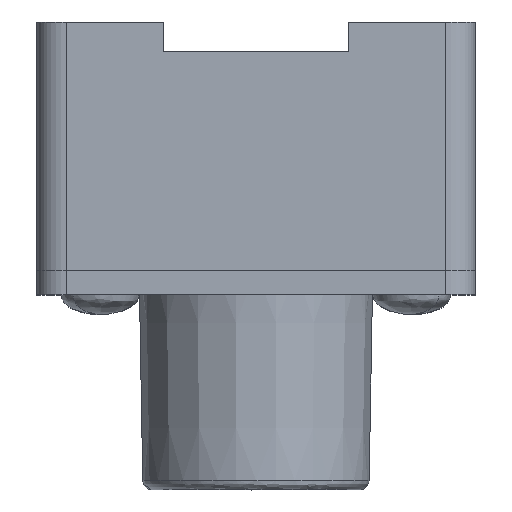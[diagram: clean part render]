
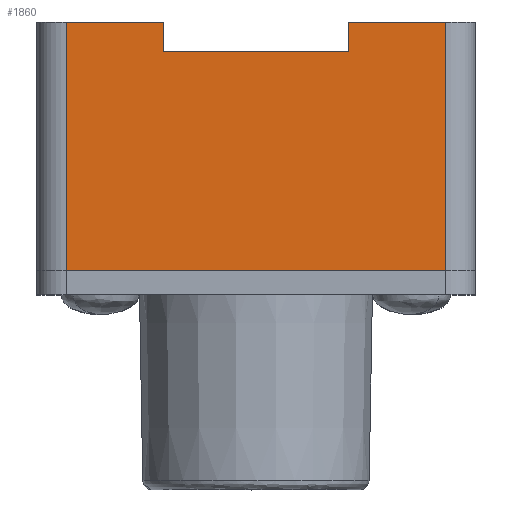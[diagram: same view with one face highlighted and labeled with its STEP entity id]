
A CAD part, top view. The second image highlights one B-rep face of the part: STEP entity #1860.
In plain terms, the highlighted planar face has unit normal (0, 0, 1).
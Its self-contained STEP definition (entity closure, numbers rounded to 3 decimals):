
#219 = LINE ( 'NONE', #13145, #12643 ) ;
#268 = DIRECTION ( 'NONE',  ( 1., 0., 0. ) ) ;
#321 = CARTESIAN_POINT ( 'NONE',  ( 1.95, 10.539, 4.5 ) ) ;
#462 = VERTEX_POINT ( 'NONE', #17727 ) ;
#795 = VERTEX_POINT ( 'NONE', #13285 ) ;
#861 = VECTOR ( 'NONE', #11180, 1000. ) ;
#1405 = ORIENTED_EDGE ( 'NONE', *, *, #14319, .T. ) ;
#1623 = LINE ( 'NONE', #17475, #6866 ) ;
#1860 = ADVANCED_FACE ( 'NONE', ( #9588 ), #13955, .F. ) ;
#2228 = CARTESIAN_POINT ( 'NONE',  ( 0.95, 1.675, 4.5 ) ) ;
#2265 = VECTOR ( 'NONE', #10902, 1000. ) ;
#2586 = VECTOR ( 'NONE', #6269, 1000. ) ;
#2605 = LINE ( 'NONE', #7129, #13289 ) ;
#3465 = VERTEX_POINT ( 'NONE', #7036 ) ;
#5796 = EDGE_CURVE ( 'NONE', #3465, #11100, #1623, .T. ) ;
#5817 = CARTESIAN_POINT ( 'NONE',  ( -0.95, 1.975, 4.5 ) ) ;
#5891 = DIRECTION ( 'NONE',  ( 0., -1., 0. ) ) ;
#6269 = DIRECTION ( 'NONE',  ( 0., 1., 0. ) ) ;
#6577 = CARTESIAN_POINT ( 'NONE',  ( 2.25, 10.539, 4.5 ) ) ;
#6866 = VECTOR ( 'NONE', #10086, 1000. ) ;
#7020 = CARTESIAN_POINT ( 'NONE',  ( -1.95, -0.575, 4.5 ) ) ;
#7036 = CARTESIAN_POINT ( 'NONE',  ( -0.95, 1.675, 4.5 ) ) ;
#7129 = CARTESIAN_POINT ( 'NONE',  ( 2.25, 1.675, 4.5 ) ) ;
#7485 = EDGE_LOOP ( 'NONE', ( #8343, #10218, #14921, #16424, #10172, #8719, #13116, #1405 ) ) ;
#8300 = CARTESIAN_POINT ( 'NONE',  ( 1.95, 1.975, 4.5 ) ) ;
#8343 = ORIENTED_EDGE ( 'NONE', *, *, #9716, .F. ) ;
#8433 = LINE ( 'NONE', #15403, #2265 ) ;
#8719 = ORIENTED_EDGE ( 'NONE', *, *, #13284, .F. ) ;
#9021 = CARTESIAN_POINT ( 'NONE',  ( 0., -0.575, 4.5 ) ) ;
#9329 = EDGE_CURVE ( 'NONE', #9503, #795, #10045, .T. ) ;
#9503 = VERTEX_POINT ( 'NONE', #7020 ) ;
#9588 = FACE_OUTER_BOUND ( 'NONE', #7485, .T. ) ;
#9716 = EDGE_CURVE ( 'NONE', #9503, #462, #10508, .T. ) ;
#10045 = LINE ( 'NONE', #9021, #15765 ) ;
#10086 = DIRECTION ( 'NONE',  ( 0., 1., 0. ) ) ;
#10098 = LINE ( 'NONE', #321, #15443 ) ;
#10172 = ORIENTED_EDGE ( 'NONE', *, *, #11010, .T. ) ;
#10218 = ORIENTED_EDGE ( 'NONE', *, *, #9329, .T. ) ;
#10508 = LINE ( 'NONE', #14846, #2586 ) ;
#10594 = VERTEX_POINT ( 'NONE', #8300 ) ;
#10902 = DIRECTION ( 'NONE',  ( -1., 0., 0. ) ) ;
#11010 = EDGE_CURVE ( 'NONE', #11385, #18415, #16846, .T. ) ;
#11032 = DIRECTION ( 'NONE',  ( 1., 0., 0. ) ) ;
#11060 = CARTESIAN_POINT ( 'NONE',  ( 0.95, 1.975, 4.5 ) ) ;
#11100 = VERTEX_POINT ( 'NONE', #5817 ) ;
#11180 = DIRECTION ( 'NONE',  ( 0., -1., 0. ) ) ;
#11385 = VERTEX_POINT ( 'NONE', #11060 ) ;
#12643 = VECTOR ( 'NONE', #14268, 1000. ) ;
#12904 = AXIS2_PLACEMENT_3D ( 'NONE', #6577, #14031, #18196 ) ;
#13116 = ORIENTED_EDGE ( 'NONE', *, *, #5796, .T. ) ;
#13145 = CARTESIAN_POINT ( 'NONE',  ( 0., 1.975, 4.5 ) ) ;
#13284 = EDGE_CURVE ( 'NONE', #3465, #18415, #2605, .T. ) ;
#13285 = CARTESIAN_POINT ( 'NONE',  ( 1.95, -0.575, 4.5 ) ) ;
#13289 = VECTOR ( 'NONE', #11032, 1000. ) ;
#13955 = PLANE ( 'NONE',  #12904 ) ;
#14031 = DIRECTION ( 'NONE',  ( 0., 0., -1. ) ) ;
#14268 = DIRECTION ( 'NONE',  ( -1., 0., 0. ) ) ;
#14319 = EDGE_CURVE ( 'NONE', #11100, #462, #8433, .T. ) ;
#14504 = EDGE_CURVE ( 'NONE', #10594, #795, #10098, .T. ) ;
#14846 = CARTESIAN_POINT ( 'NONE',  ( -1.95, 10.539, 4.5 ) ) ;
#14921 = ORIENTED_EDGE ( 'NONE', *, *, #14504, .F. ) ;
#15403 = CARTESIAN_POINT ( 'NONE',  ( 0., 1.975, 4.5 ) ) ;
#15443 = VECTOR ( 'NONE', #5891, 1000. ) ;
#15765 = VECTOR ( 'NONE', #268, 1000. ) ;
#16424 = ORIENTED_EDGE ( 'NONE', *, *, #16859, .T. ) ;
#16846 = LINE ( 'NONE', #17028, #861 ) ;
#16859 = EDGE_CURVE ( 'NONE', #10594, #11385, #219, .T. ) ;
#17028 = CARTESIAN_POINT ( 'NONE',  ( 0.95, 9.459, 4.5 ) ) ;
#17475 = CARTESIAN_POINT ( 'NONE',  ( -0.95, 9.459, 4.5 ) ) ;
#17727 = CARTESIAN_POINT ( 'NONE',  ( -1.95, 1.975, 4.5 ) ) ;
#18196 = DIRECTION ( 'NONE',  ( 0., 1., 0. ) ) ;
#18415 = VERTEX_POINT ( 'NONE', #2228 ) ;
